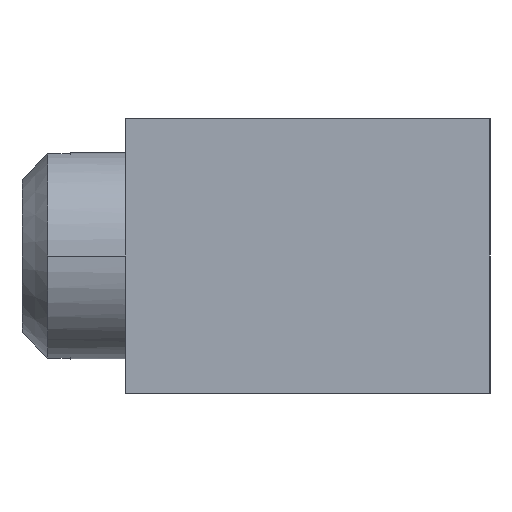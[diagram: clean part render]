
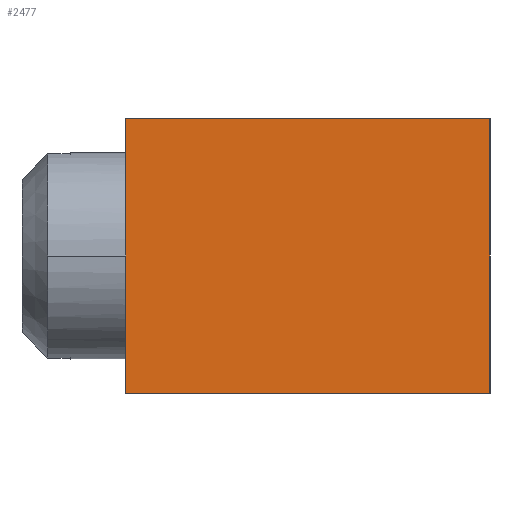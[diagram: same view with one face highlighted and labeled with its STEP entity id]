
A CAD part, left-side view. The second image highlights one B-rep face of the part: STEP entity #2477.
In plain terms, the highlighted planar face has unit normal (-1, 0, 0).
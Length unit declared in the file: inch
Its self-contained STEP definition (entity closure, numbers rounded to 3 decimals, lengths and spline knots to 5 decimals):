
#364 = VECTOR ( 'NONE', #370, 39.37008 ) ;
#368 = EDGE_LOOP ( 'NONE', ( #3007, #3213, #2841, #678 ) ) ;
#370 = DIRECTION ( 'NONE',  ( 0., -1., 0. ) ) ;
#417 = LINE ( 'NONE', #1980, #1034 ) ;
#452 = CARTESIAN_POINT ( 'NONE',  ( -0.78504, 0.21988, -0.16535 ) ) ;
#476 = DIRECTION ( 'NONE',  ( 0., -1., 0. ) ) ;
#594 = LINE ( 'NONE', #1640, #364 ) ;
#613 = DIRECTION ( 'NONE',  ( 0., 0., -1. ) ) ;
#657 = AXIS2_PLACEMENT_3D ( 'NONE', #2420, #1117, #613 ) ;
#678 = ORIENTED_EDGE ( 'NONE', *, *, #2916, .T. ) ;
#900 = VERTEX_POINT ( 'NONE', #2951 ) ;
#1021 = EDGE_CURVE ( 'NONE', #2229, #1186, #2748, .T. ) ;
#1034 = VECTOR ( 'NONE', #2276, 39.37008 ) ;
#1117 = DIRECTION ( 'NONE',  ( 1., 0., 0. ) ) ;
#1186 = VERTEX_POINT ( 'NONE', #1301 ) ;
#1301 = CARTESIAN_POINT ( 'NONE',  ( -0.78504, -0.21988, 0.16535 ) ) ;
#1396 = VECTOR ( 'NONE', #476, 39.37008 ) ;
#1476 = LINE ( 'NONE', #1727, #2526 ) ;
#1478 = CARTESIAN_POINT ( 'NONE',  ( -0.78504, 0., 0.16535 ) ) ;
#1640 = CARTESIAN_POINT ( 'NONE',  ( -0.78504, 0., -0.16535 ) ) ;
#1727 = CARTESIAN_POINT ( 'NONE',  ( -0.78504, -0.21988, 0.16535 ) ) ;
#1980 = CARTESIAN_POINT ( 'NONE',  ( -0.78504, 0.21988, 0.16535 ) ) ;
#2229 = VERTEX_POINT ( 'NONE', #3277 ) ;
#2255 = EDGE_CURVE ( 'NONE', #900, #1186, #1476, .T. ) ;
#2276 = DIRECTION ( 'NONE',  ( 0., 0., 1. ) ) ;
#2277 = DIRECTION ( 'NONE',  ( 0., 0., 1. ) ) ;
#2420 = CARTESIAN_POINT ( 'NONE',  ( -0.78504, 0.21988, 0.16535 ) ) ;
#2450 = FACE_OUTER_BOUND ( 'NONE', #368, .T. ) ;
#2477 = ADVANCED_FACE ( 'NONE', ( #2450 ), #3151, .F. ) ;
#2526 = VECTOR ( 'NONE', #2277, 39.37008 ) ;
#2748 = LINE ( 'NONE', #1478, #1396 ) ;
#2802 = EDGE_CURVE ( 'NONE', #3178, #2229, #417, .T. ) ;
#2841 = ORIENTED_EDGE ( 'NONE', *, *, #2802, .F. ) ;
#2916 = EDGE_CURVE ( 'NONE', #3178, #900, #594, .T. ) ;
#2951 = CARTESIAN_POINT ( 'NONE',  ( -0.78504, -0.21988, -0.16535 ) ) ;
#3007 = ORIENTED_EDGE ( 'NONE', *, *, #2255, .T. ) ;
#3151 = PLANE ( 'NONE',  #657 ) ;
#3178 = VERTEX_POINT ( 'NONE', #452 ) ;
#3213 = ORIENTED_EDGE ( 'NONE', *, *, #1021, .F. ) ;
#3277 = CARTESIAN_POINT ( 'NONE',  ( -0.78504, 0.21988, 0.16535 ) ) ;
